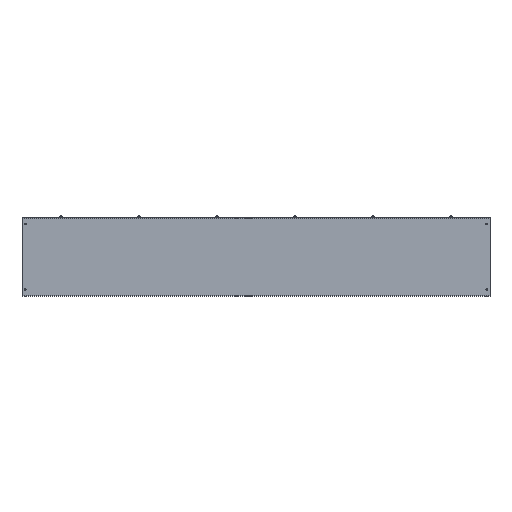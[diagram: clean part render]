
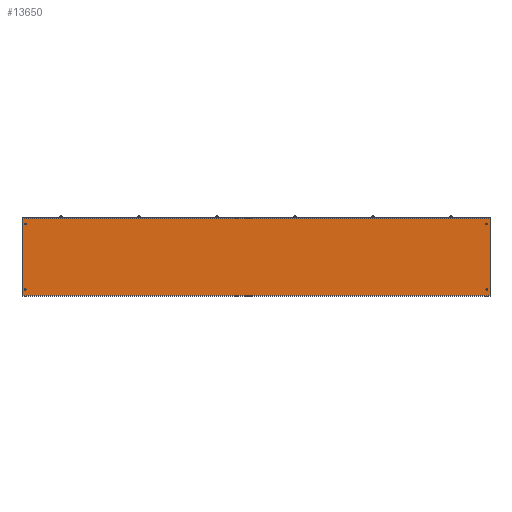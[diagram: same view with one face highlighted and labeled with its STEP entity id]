
A CAD part, left-side view. The second image highlights one B-rep face of the part: STEP entity #13650.
In plain terms, the highlighted planar face has unit normal (-1, 0, 0).
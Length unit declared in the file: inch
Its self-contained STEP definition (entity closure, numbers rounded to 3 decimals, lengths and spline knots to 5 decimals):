
#387 = CARTESIAN_POINT ( 'NONE',  ( -6.072, -36., 11.964 ) ) ;
#521 = CARTESIAN_POINT ( 'NONE',  ( -6.072, 35.5, 11.072 ) ) ;
#919 = EDGE_CURVE ( 'NONE', #9183, #8679, #11058, .T. ) ;
#1065 = FACE_BOUND ( 'NONE', #7292, .T. ) ;
#1481 = CIRCLE ( 'NONE', #3478, 0.133 ) ;
#1632 = DIRECTION ( 'NONE',  ( 0., 0., 1. ) ) ;
#1650 = DIRECTION ( 'NONE',  ( 0., 0., 1. ) ) ;
#1667 = DIRECTION ( 'NONE',  ( 0., 0., 1. ) ) ;
#1782 = DIRECTION ( 'NONE',  ( 0., 0., 1. ) ) ;
#1792 = CARTESIAN_POINT ( 'NONE',  ( -6.072, -35.5, 1. ) ) ;
#1802 = CIRCLE ( 'NONE', #3050, 0.133 ) ;
#1848 = AXIS2_PLACEMENT_3D ( 'NONE', #7557, #14823, #2945 ) ;
#1915 = ORIENTED_EDGE ( 'NONE', *, *, #12490, .T. ) ;
#2056 = AXIS2_PLACEMENT_3D ( 'NONE', #13667, #11390, #1782 ) ;
#2088 = LINE ( 'NONE', #3186, #4565 ) ;
#2124 = ORIENTED_EDGE ( 'NONE', *, *, #2434, .T. ) ;
#2243 = AXIS2_PLACEMENT_3D ( 'NONE', #14723, #9875, #1667 ) ;
#2306 = VERTEX_POINT ( 'NONE', #2419 ) ;
#2397 = VERTEX_POINT ( 'NONE', #14291 ) ;
#2419 = CARTESIAN_POINT ( 'NONE',  ( -6.072, -35.5, 11.205 ) ) ;
#2434 = EDGE_CURVE ( 'NONE', #6758, #2876, #4859, .T. ) ;
#2460 = DIRECTION ( 'NONE',  ( 1., 0., 0. ) ) ;
#2484 = VERTEX_POINT ( 'NONE', #10065 ) ;
#2876 = VERTEX_POINT ( 'NONE', #4743 ) ;
#2915 = DIRECTION ( 'NONE',  ( 0., 0., 1. ) ) ;
#2945 = DIRECTION ( 'NONE',  ( 0., 0., 1. ) ) ;
#2978 = CARTESIAN_POINT ( 'NONE',  ( -6.072, 35.5, 0.867 ) ) ;
#3050 = AXIS2_PLACEMENT_3D ( 'NONE', #1792, #5081, #8749 ) ;
#3093 = VERTEX_POINT ( 'NONE', #10284 ) ;
#3186 = CARTESIAN_POINT ( 'NONE',  ( -6.072, 36., 0.072 ) ) ;
#3223 = EDGE_CURVE ( 'NONE', #14160, #2306, #14926, .T. ) ;
#3311 = CARTESIAN_POINT ( 'NONE',  ( -6.072, 35.5, 11.072 ) ) ;
#3326 = EDGE_CURVE ( 'NONE', #7517, #9994, #14481, .T. ) ;
#3445 = AXIS2_PLACEMENT_3D ( 'NONE', #3641, #2460, #7222 ) ;
#3478 = AXIS2_PLACEMENT_3D ( 'NONE', #5798, #10566, #1650 ) ;
#3508 = VECTOR ( 'NONE', #6441, 39.37008 ) ;
#3537 = ORIENTED_EDGE ( 'NONE', *, *, #919, .F. ) ;
#3639 = EDGE_CURVE ( 'NONE', #2306, #14160, #1481, .T. ) ;
#3641 = CARTESIAN_POINT ( 'NONE',  ( -6.072, -35.5, 11.072 ) ) ;
#3865 = EDGE_LOOP ( 'NONE', ( #13186, #9639 ) ) ;
#3886 = AXIS2_PLACEMENT_3D ( 'NONE', #3311, #10661, #6898 ) ;
#4565 = VECTOR ( 'NONE', #7947, 39.37008 ) ;
#4669 = FACE_OUTER_BOUND ( 'NONE', #7779, .T. ) ;
#4687 = CARTESIAN_POINT ( 'NONE',  ( -6.072, 36., 0.108 ) ) ;
#4743 = CARTESIAN_POINT ( 'NONE',  ( -6.072, 35.5, 10.939 ) ) ;
#4826 = CARTESIAN_POINT ( 'NONE',  ( -6.072, 36., 0.0625 ) ) ;
#4859 = CIRCLE ( 'NONE', #13587, 0.133 ) ;
#4906 = ORIENTED_EDGE ( 'NONE', *, *, #8267, .T. ) ;
#5081 = DIRECTION ( 'NONE',  ( 1., 0., 0. ) ) ;
#5230 = ORIENTED_EDGE ( 'NONE', *, *, #14872, .T. ) ;
#5798 = CARTESIAN_POINT ( 'NONE',  ( -6.072, -35.5, 11.072 ) ) ;
#5978 = CARTESIAN_POINT ( 'NONE',  ( -6.072, 36., 0.108 ) ) ;
#6175 = LINE ( 'NONE', #4687, #9823 ) ;
#6363 = EDGE_CURVE ( 'NONE', #2876, #6758, #13603, .T. ) ;
#6441 = DIRECTION ( 'NONE',  ( 0., -1., 0. ) ) ;
#6589 = CARTESIAN_POINT ( 'NONE',  ( -6.072, -35.5, 10.939 ) ) ;
#6758 = VERTEX_POINT ( 'NONE', #14461 ) ;
#6898 = DIRECTION ( 'NONE',  ( 0., 0., 1. ) ) ;
#7222 = DIRECTION ( 'NONE',  ( 0., 0., 1. ) ) ;
#7292 = EDGE_LOOP ( 'NONE', ( #4906, #14503 ) ) ;
#7517 = VERTEX_POINT ( 'NONE', #2978 ) ;
#7557 = CARTESIAN_POINT ( 'NONE',  ( -6.072, 35.5, 1. ) ) ;
#7715 = ORIENTED_EDGE ( 'NONE', *, *, #6363, .T. ) ;
#7779 = EDGE_LOOP ( 'NONE', ( #1915, #14875, #5230, #3537 ) ) ;
#7947 = DIRECTION ( 'NONE',  ( 0., 0., -1. ) ) ;
#8267 = EDGE_CURVE ( 'NONE', #9994, #7517, #8589, .T. ) ;
#8531 = VECTOR ( 'NONE', #2915, 39.37008 ) ;
#8589 = CIRCLE ( 'NONE', #1848, 0.133 ) ;
#8679 = VERTEX_POINT ( 'NONE', #387 ) ;
#8749 = DIRECTION ( 'NONE',  ( 0., 0., 1. ) ) ;
#8794 = CIRCLE ( 'NONE', #2056, 0.133 ) ;
#9183 = VERTEX_POINT ( 'NONE', #14347 ) ;
#9480 = ORIENTED_EDGE ( 'NONE', *, *, #11807, .T. ) ;
#9639 = ORIENTED_EDGE ( 'NONE', *, *, #3223, .T. ) ;
#9823 = VECTOR ( 'NONE', #14138, 39.37008 ) ;
#9875 = DIRECTION ( 'NONE',  ( 1., 0., 0. ) ) ;
#9882 = CARTESIAN_POINT ( 'NONE',  ( -6.072, -36., 11.964 ) ) ;
#9994 = VERTEX_POINT ( 'NONE', #10225 ) ;
#10065 = CARTESIAN_POINT ( 'NONE',  ( -6.072, -36., 0.108 ) ) ;
#10225 = CARTESIAN_POINT ( 'NONE',  ( -6.072, 35.5, 1.133 ) ) ;
#10284 = CARTESIAN_POINT ( 'NONE',  ( -6.072, -35.5, 0.867 ) ) ;
#10566 = DIRECTION ( 'NONE',  ( 1., 0., 0. ) ) ;
#10578 = ORIENTED_EDGE ( 'NONE', *, *, #12416, .T. ) ;
#10661 = DIRECTION ( 'NONE',  ( 1., 0., 0. ) ) ;
#10744 = EDGE_LOOP ( 'NONE', ( #2124, #7715 ) ) ;
#10851 = FACE_BOUND ( 'NONE', #10744, .T. ) ;
#11058 = LINE ( 'NONE', #9882, #3508 ) ;
#11390 = DIRECTION ( 'NONE',  ( 1., 0., 0. ) ) ;
#11703 = DIRECTION ( 'NONE',  ( 0., 0., 1. ) ) ;
#11807 = EDGE_CURVE ( 'NONE', #2397, #3093, #1802, .T. ) ;
#11833 = AXIS2_PLACEMENT_3D ( 'NONE', #4826, #13185, #11703 ) ;
#11861 = FACE_BOUND ( 'NONE', #14633, .T. ) ;
#12378 = LINE ( 'NONE', #13699, #8531 ) ;
#12416 = EDGE_CURVE ( 'NONE', #3093, #2397, #8794, .T. ) ;
#12490 = EDGE_CURVE ( 'NONE', #9183, #13984, #2088, .T. ) ;
#13185 = DIRECTION ( 'NONE',  ( -1., 0., 0. ) ) ;
#13186 = ORIENTED_EDGE ( 'NONE', *, *, #3639, .T. ) ;
#13268 = FACE_BOUND ( 'NONE', #3865, .T. ) ;
#13352 = EDGE_CURVE ( 'NONE', #13984, #2484, #6175, .T. ) ;
#13587 = AXIS2_PLACEMENT_3D ( 'NONE', #521, #14915, #1632 ) ;
#13603 = CIRCLE ( 'NONE', #3886, 0.133 ) ;
#13650 = ADVANCED_FACE ( 'NONE', ( #4669, #11861, #13268, #1065, #10851 ), #14198, .T. ) ;
#13667 = CARTESIAN_POINT ( 'NONE',  ( -6.072, -35.5, 1. ) ) ;
#13699 = CARTESIAN_POINT ( 'NONE',  ( -6.072, -36., 0.072 ) ) ;
#13984 = VERTEX_POINT ( 'NONE', #5978 ) ;
#14138 = DIRECTION ( 'NONE',  ( 0., -1., 0. ) ) ;
#14160 = VERTEX_POINT ( 'NONE', #6589 ) ;
#14198 = PLANE ( 'NONE',  #11833 ) ;
#14291 = CARTESIAN_POINT ( 'NONE',  ( -6.072, -35.5, 1.133 ) ) ;
#14347 = CARTESIAN_POINT ( 'NONE',  ( -6.072, 36., 11.964 ) ) ;
#14461 = CARTESIAN_POINT ( 'NONE',  ( -6.072, 35.5, 11.205 ) ) ;
#14481 = CIRCLE ( 'NONE', #2243, 0.133 ) ;
#14503 = ORIENTED_EDGE ( 'NONE', *, *, #3326, .T. ) ;
#14633 = EDGE_LOOP ( 'NONE', ( #9480, #10578 ) ) ;
#14723 = CARTESIAN_POINT ( 'NONE',  ( -6.072, 35.5, 1. ) ) ;
#14823 = DIRECTION ( 'NONE',  ( 1., 0., 0. ) ) ;
#14872 = EDGE_CURVE ( 'NONE', #2484, #8679, #12378, .T. ) ;
#14875 = ORIENTED_EDGE ( 'NONE', *, *, #13352, .T. ) ;
#14915 = DIRECTION ( 'NONE',  ( 1., 0., 0. ) ) ;
#14926 = CIRCLE ( 'NONE', #3445, 0.133 ) ;
